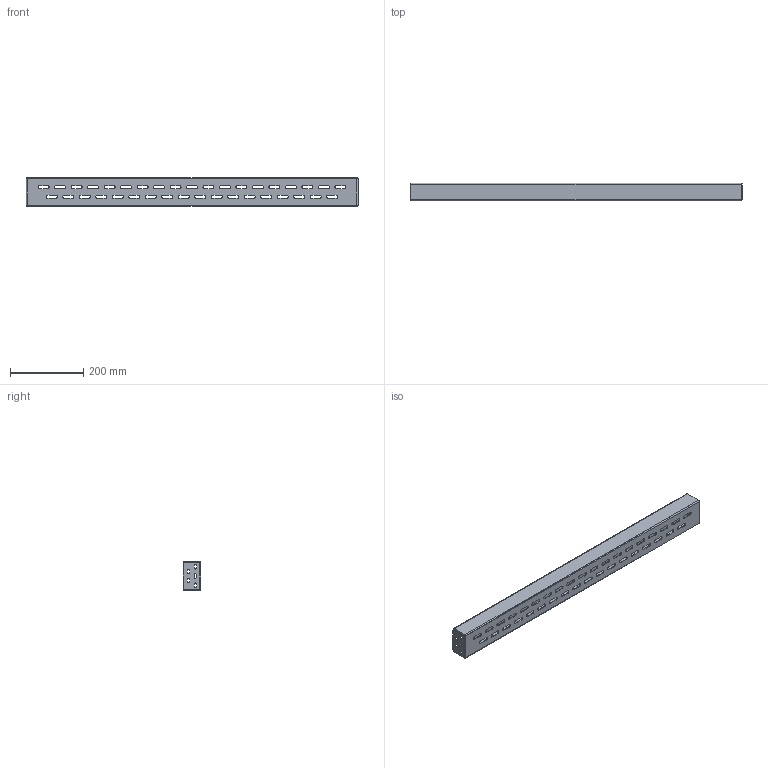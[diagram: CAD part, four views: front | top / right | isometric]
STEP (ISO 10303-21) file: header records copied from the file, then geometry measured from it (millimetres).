
FILE_DESCRIPTION (( 'STEP AP214' ), '1' );
FILE_NAME ('FO-00-RSP-100 FORMAT Ðåéêà ïîïåðå÷íàÿ óñèëåííàÿ 1000ìì (2øò_êîìïë) IEK.STEP', '2022-05-30T13:44:09', ( '' ), ( '' ), 'SwSTEP 2.0', 'SolidWorks 2017', '' );
FILE_SCHEMA (( 'AUTOMOTIVE_DESIGN' ));
Length unit declared in the file: millimetre
Products named in the file (1): FO-00-RSP-100 FORMAT Ðåéêà ïîïåðå÷íàÿ óñèëåííàÿ 1000ìì (2øò_êîìïë) IEK
Bounding box: 906 x 48 x 78 mm (x, y, z)
Volume: 329650 mm3; surface area: 340198.2 mm2
Topology: 1 solids, 1 shells, 250 faces, 700 edges, 452 vertices
Faces by surface type: plane 144, cylinder 106
Entity records: 8250 total; most frequent: DIRECTION 1418, CARTESIAN_POINT 1403, ORIENTED_EDGE 1400, EDGE_CURVE 700, VECTOR 484, LINE 484, AXIS2_PLACEMENT_3D 467, VERTEX_POINT 452
